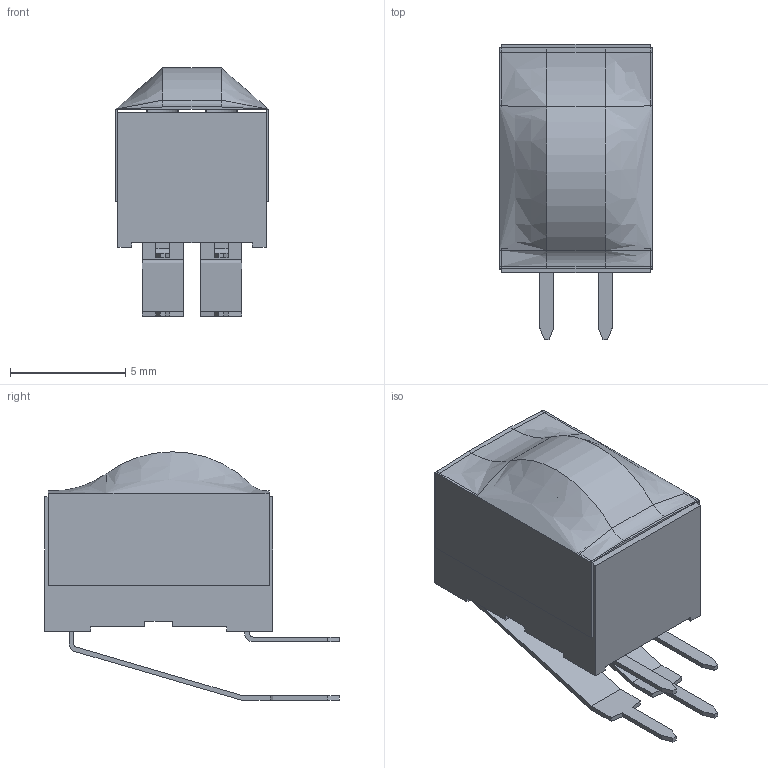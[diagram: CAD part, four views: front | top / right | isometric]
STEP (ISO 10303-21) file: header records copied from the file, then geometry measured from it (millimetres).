
FILE_DESCRIPTION(/* description */ (''),/* implementation_level */ '2;1');
FILE_NAME(/* name */ 'KAS2102Ex.stp',/* time_stamp */ '2025-05-21T11:31:42-05:00',/* author */ ('mroman'),/* organization */ (''),/* preprocessor_version */ 'ST-DEVELOPER v18.1',/* originating_system */ 'Autodesk Inventor 2022',/* authorisation */ '');
FILE_SCHEMA (('AUTOMOTIVE_DESIGN { 1 0 10303 214 3 1 1 }'));
Length unit declared in the file: centimetre
Products named in the file (1): KAS2102Ex
Bounding box: 6.64 x 12.8 x 10.79 mm (x, y, z)
Volume: 366.7 mm3; surface area: 630.9 mm2
Topology: 1 solids, 1 shells, 267 faces, 742 edges, 488 vertices
Faces by surface type: plane 203, bspline 42, cylinder 22
Entity records: 9127 total; most frequent: CARTESIAN_POINT 2456, ORIENTED_EDGE 1484, DIRECTION 1174, EDGE_CURVE 742, LINE 626, VECTOR 626, VERTEX_POINT 488, EDGE_LOOP 284
